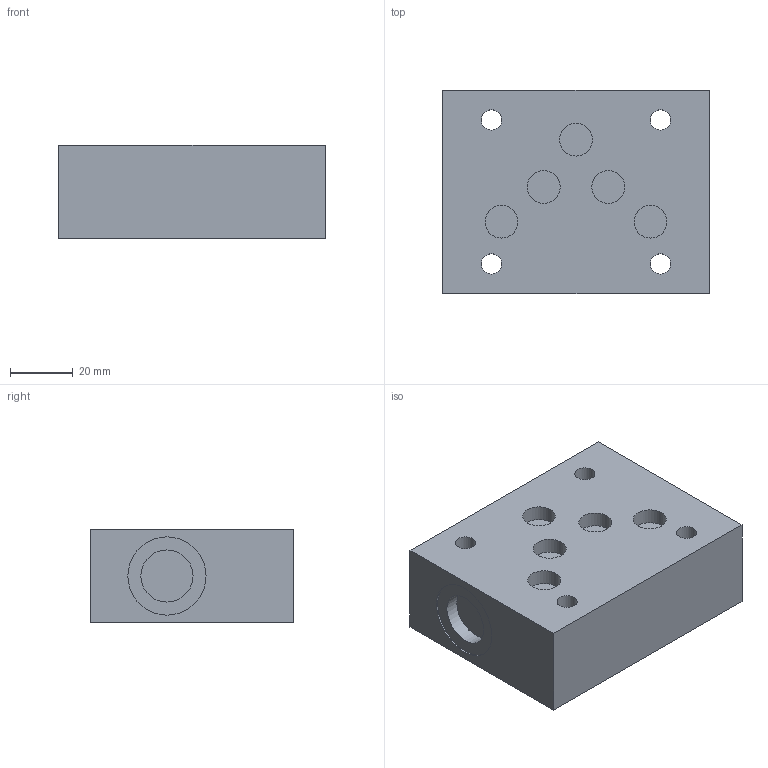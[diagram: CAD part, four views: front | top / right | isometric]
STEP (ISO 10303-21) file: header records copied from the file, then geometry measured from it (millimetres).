
FILE_DESCRIPTION(/* description */ (''),/* implementation_level */ '2;1');
FILE_NAME(/* name */ 'eb36538.step',/* time_stamp */ '2017-01-16T14:13:40+01:00',/* author */ ('Ufftec3'),/* organization */ (''),/* preprocessor_version */ 'ST-DEVELOPER v16.1',/* originating_system */ 'Autodesk Inventor 2016',/* authorisation */ '');
FILE_SCHEMA (('CONFIG_CONTROL_DESIGN'));
Length unit declared in the file: millimetre
Products named in the file (1): Parte9
Bounding box: 85 x 65 x 30 mm (x, y, z)
Volume: 154273.7 mm3; surface area: 24542.2 mm2
Topology: 1 solids, 1 shells, 48 faces, 93 edges, 66 vertices
Faces by surface type: plane 25, cylinder 23
Full cylindrical faces by diameter (mm): 6.5 x4, 10.5 x10, 15.8 x5, 16.662 x2, 25 x2
Entity records: 1076 total; most frequent: DIRECTION 202, CARTESIAN_POINT 161, ORIENTED_EDGE 116, EDGE_LOOP 98, AXIS2_PLACEMENT_3D 95, EDGE_CURVE 58, VERTEX_POINT 54, FACE_BOUND 50
